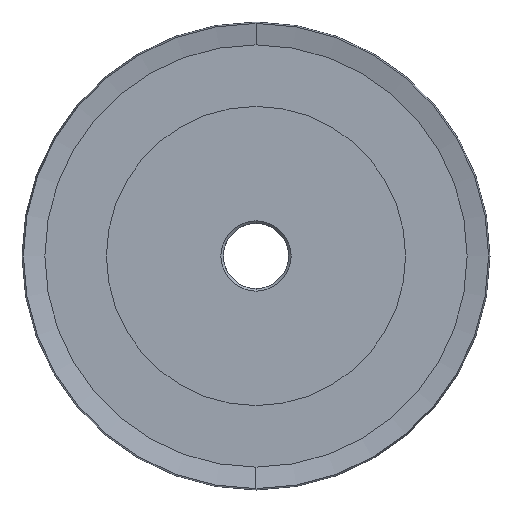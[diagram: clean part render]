
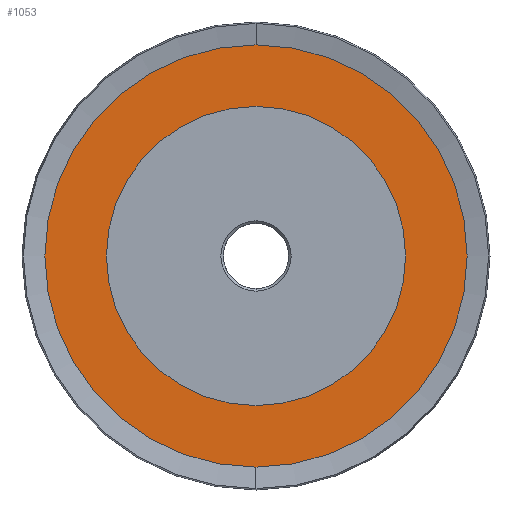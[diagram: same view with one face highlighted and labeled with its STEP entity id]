
A CAD part, left-side view. The second image highlights one B-rep face of the part: STEP entity #1053.
In plain terms, the highlighted planar face has unit normal (-1, 0, 0).
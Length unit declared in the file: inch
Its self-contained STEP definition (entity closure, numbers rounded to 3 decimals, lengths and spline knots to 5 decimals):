
#287 = AXIS2_PLACEMENT_3D ( 'NONE', #10307, #4509, #11291 ) ;
#533 = VERTEX_POINT ( 'NONE', #11487 ) ;
#587 = FACE_OUTER_BOUND ( 'NONE', #3101, .T. ) ;
#780 = DIRECTION ( 'NONE',  ( -1., 0., 0. ) ) ;
#953 = EDGE_CURVE ( 'NONE', #4771, #533, #8840, .T. ) ;
#1041 = AXIS2_PLACEMENT_3D ( 'NONE', #6608, #780, #7577 ) ;
#1053 = ADVANCED_FACE ( 'NONE', ( #2854, #587 ), #5869, .T. ) ;
#2000 = DIRECTION ( 'NONE',  ( -1., 0., 0. ) ) ;
#2297 = CIRCLE ( 'NONE', #11518, 1.01508 ) ;
#2854 = FACE_BOUND ( 'NONE', #6130, .T. ) ;
#3101 = EDGE_LOOP ( 'NONE', ( #3720, #12395 ) ) ;
#3720 = ORIENTED_EDGE ( 'NONE', *, *, #953, .T. ) ;
#4209 = CARTESIAN_POINT ( 'NONE',  ( 0.0325, 0., 0. ) ) ;
#4395 = CARTESIAN_POINT ( 'NONE',  ( 0.0325, 0., 0.719 ) ) ;
#4403 = DIRECTION ( 'NONE',  ( -1., 0., 0. ) ) ;
#4509 = DIRECTION ( 'NONE',  ( -1., 0., 0. ) ) ;
#4771 = VERTEX_POINT ( 'NONE', #6806 ) ;
#4862 = ORIENTED_EDGE ( 'NONE', *, *, #6901, .F. ) ;
#5179 = DIRECTION ( 'NONE',  ( 0., 0., 1. ) ) ;
#5344 = ORIENTED_EDGE ( 'NONE', *, *, #12426, .F. ) ;
#5869 = PLANE ( 'NONE',  #8854 ) ;
#6130 = EDGE_LOOP ( 'NONE', ( #4862, #5344 ) ) ;
#6608 = CARTESIAN_POINT ( 'NONE',  ( 0.0325, 0., 0. ) ) ;
#6806 = CARTESIAN_POINT ( 'NONE',  ( 0.0325, 0., 1.01508 ) ) ;
#6901 = EDGE_CURVE ( 'NONE', #7385, #11864, #7635, .T. ) ;
#7385 = VERTEX_POINT ( 'NONE', #8762 ) ;
#7577 = DIRECTION ( 'NONE',  ( 0., 0., 1. ) ) ;
#7635 = CIRCLE ( 'NONE', #287, 0.719 ) ;
#7736 = EDGE_CURVE ( 'NONE', #533, #4771, #2297, .T. ) ;
#7947 = AXIS2_PLACEMENT_3D ( 'NONE', #4209, #10991, #5179 ) ;
#8762 = CARTESIAN_POINT ( 'NONE',  ( 0.0325, 0., -0.719 ) ) ;
#8782 = DIRECTION ( 'NONE',  ( 0., 0., 1. ) ) ;
#8840 = CIRCLE ( 'NONE', #1041, 1.01508 ) ;
#8854 = AXIS2_PLACEMENT_3D ( 'NONE', #11677, #2000, #8782 ) ;
#10204 = CARTESIAN_POINT ( 'NONE',  ( 0.0325, 0., 0. ) ) ;
#10307 = CARTESIAN_POINT ( 'NONE',  ( 0.0325, 0., 0. ) ) ;
#10991 = DIRECTION ( 'NONE',  ( -1., 0., 0. ) ) ;
#11212 = DIRECTION ( 'NONE',  ( 0., 0., 1. ) ) ;
#11291 = DIRECTION ( 'NONE',  ( 0., 0., 1. ) ) ;
#11395 = CIRCLE ( 'NONE', #7947, 0.719 ) ;
#11487 = CARTESIAN_POINT ( 'NONE',  ( 0.0325, 0., -1.01508 ) ) ;
#11518 = AXIS2_PLACEMENT_3D ( 'NONE', #10204, #4403, #11212 ) ;
#11677 = CARTESIAN_POINT ( 'NONE',  ( 0.0325, 0., 0. ) ) ;
#11864 = VERTEX_POINT ( 'NONE', #4395 ) ;
#12395 = ORIENTED_EDGE ( 'NONE', *, *, #7736, .T. ) ;
#12426 = EDGE_CURVE ( 'NONE', #11864, #7385, #11395, .T. ) ;
